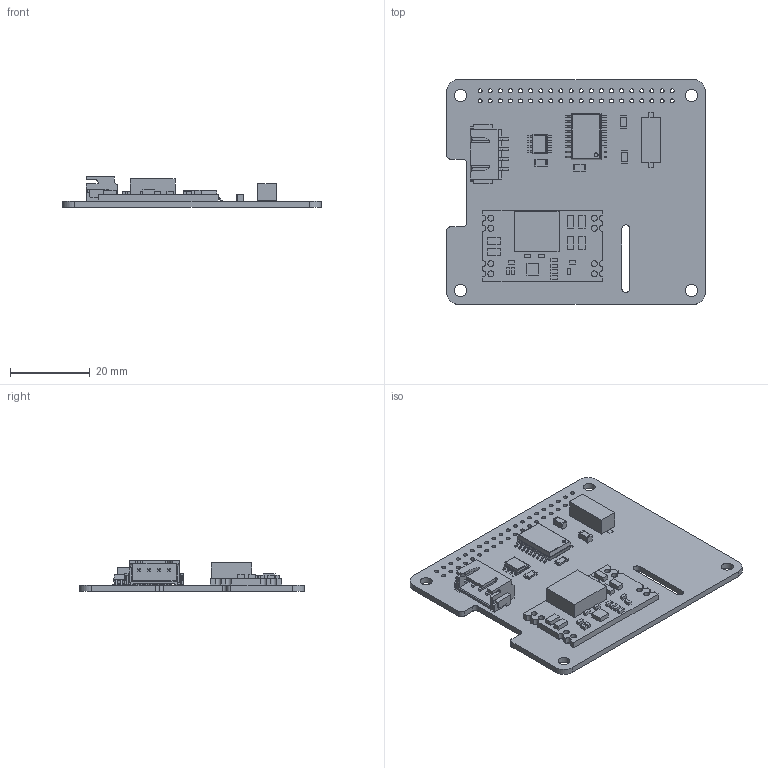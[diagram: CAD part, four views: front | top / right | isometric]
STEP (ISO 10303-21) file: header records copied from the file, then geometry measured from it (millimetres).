
FILE_DESCRIPTION(('KiCad electronic assembly'),'2;1');
FILE_NAME('Pi5CanAndBuckHat.step','2026-02-02T16:34:03',('Pcbnew'),( 'Kicad'),'Open CASCADE STEP processor 7.6','KiCad to STEP converter' ,'Unknown');
FILE_SCHEMA(('AUTOMOTIVE_DESIGN { 1 0 10303 214 1 1 1 1 }'));
Length unit declared in the file: millimetre
Products named in the file (17): Pi5CanAndBuckHat 1; C_1206_3216Metric; SN65HVD230DR; BODY-SO; LEAD-D0008A; MCP2515T-I_SO; Body; PinsArrayLR; HCM4912000000ABJT; Pins; S4B-XH-SM4-TB; SxB-XH-SM4-TB_4; pin^SxB-XH-SM4-TB Ass; R_1206_3216Metric; AmazonBuckConverters; Pi5CanAndBuckHat_PCB
Assembly tree (28 placements, depth 3):
  Pi5CanAndBuckHat 1
    C_1206_3216Metric  x2
    SN65HVD230DR
      BODY-SO
      LEAD-D0008A  x8
    MCP2515T-I_SO
      Body
      PinsArrayLR
    HCM4912000000ABJT
      Body
      Pins
    S4B-XH-SM4-TB
      SxB-XH-SM4-TB_4
      pin^SxB-XH-SM4-TB Ass  x4
    R_1206_3216Metric  x2
    AmazonBuckConverters
    Pi5CanAndBuckHat_PCB
Bounding box: 65 x 56.5 x 7.72 mm (x, y, z)
Volume: 7415.4 mm3; surface area: 10769 mm2
Topology: 44 solids, 44 shells, 948 faces, 2434 edges, 1594 vertices
Faces by surface type: plane 692, cylinder 246, bspline 8, sphere 2
Full cylindrical faces by diameter (mm): 0.938 x1, 1 x40, 1.5 x8, 3 x4
Entity records: 24133 total; most frequent: CARTESIAN_POINT 5294, ORIENTED_EDGE 3804, DIRECTION 3738, EDGE_CURVE 1902, LINE 1508, VECTOR 1508, VERTEX_POINT 1244, AXIS2_PLACEMENT_3D 1115
